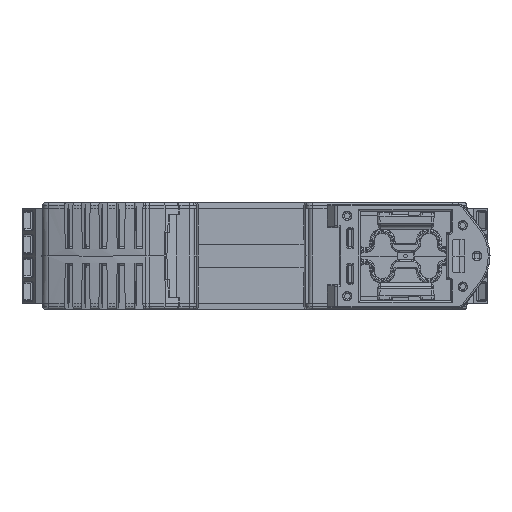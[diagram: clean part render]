
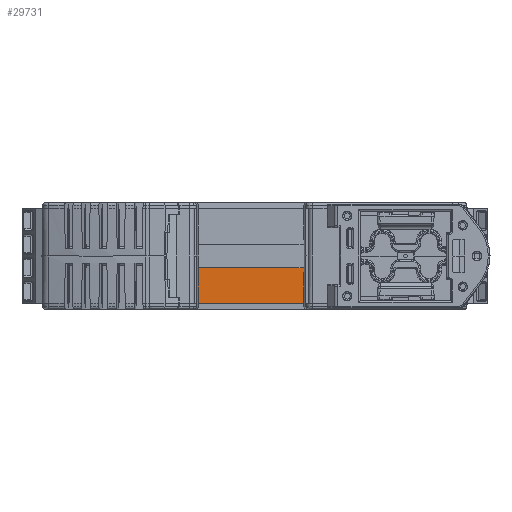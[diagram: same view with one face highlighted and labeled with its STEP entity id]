
A CAD part, left-side view. The second image highlights one B-rep face of the part: STEP entity #29731.
In plain terms, the highlighted planar face has unit normal (-1, 0, 0.009).
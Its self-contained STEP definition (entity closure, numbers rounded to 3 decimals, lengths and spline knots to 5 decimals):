
#1265 = EDGE_CURVE ( 'NONE', #80022, #128430, #101134, .T. ) ;
#1552 = DIRECTION ( 'NONE',  ( 0.009, 0., 1. ) ) ;
#9000 = DIRECTION ( 'NONE',  ( -1., 0., 0.009 ) ) ;
#16644 = LINE ( 'NONE', #153590, #92820 ) ;
#18117 = EDGE_CURVE ( 'NONE', #64995, #80022, #16644, .T. ) ;
#18149 = ORIENTED_EDGE ( 'NONE', *, *, #18117, .T. ) ;
#19559 = DIRECTION ( 'NONE',  ( -0.009, -0.008, -1. ) ) ;
#20372 = CARTESIAN_POINT ( 'NONE',  ( -1.83071, -0.40915, -0.3937 ) ) ;
#24225 = CARTESIAN_POINT ( 'NONE',  ( -1.82813, 0.47106, -0.09816 ) ) ;
#26549 = CARTESIAN_POINT ( 'NONE',  ( -1.82813, -0.41141, -0.09816 ) ) ;
#27142 = EDGE_LOOP ( 'NONE', ( #59173, #146573, #18149, #106166 ) ) ;
#29731 = ADVANCED_FACE ( 'NONE', ( #34487 ), #122678, .T. ) ;
#34487 = FACE_OUTER_BOUND ( 'NONE', #27142, .T. ) ;
#35482 = AXIS2_PLACEMENT_3D ( 'NONE', #82322, #9000, #1552 ) ;
#46470 = VECTOR ( 'NONE', #101104, 39.37008 ) ;
#51785 = DIRECTION ( 'NONE',  ( 0.009, -0.008, 1. ) ) ;
#59173 = ORIENTED_EDGE ( 'NONE', *, *, #103862, .F. ) ;
#64995 = VERTEX_POINT ( 'NONE', #76974 ) ;
#65128 = EDGE_CURVE ( 'NONE', #100376, #64995, #150218, .T. ) ;
#76433 = CARTESIAN_POINT ( 'NONE',  ( -1.82813, 0.4688, -0.09816 ) ) ;
#76974 = CARTESIAN_POINT ( 'NONE',  ( -1.83071, 0.4688, -0.3937 ) ) ;
#80022 = VERTEX_POINT ( 'NONE', #20372 ) ;
#82322 = CARTESIAN_POINT ( 'NONE',  ( -1.83071, 0.4688, -0.3937 ) ) ;
#90735 = DIRECTION ( 'NONE',  ( 0., -1., 0. ) ) ;
#92820 = VECTOR ( 'NONE', #90735, 39.37008 ) ;
#100376 = VERTEX_POINT ( 'NONE', #24225 ) ;
#101104 = DIRECTION ( 'NONE',  ( 0., -1., 0. ) ) ;
#101134 = LINE ( 'NONE', #126622, #109573 ) ;
#103042 = VECTOR ( 'NONE', #19559, 39.37008 ) ;
#103862 = EDGE_CURVE ( 'NONE', #100376, #128430, #111509, .T. ) ;
#106166 = ORIENTED_EDGE ( 'NONE', *, *, #1265, .T. ) ;
#109573 = VECTOR ( 'NONE', #51785, 39.37008 ) ;
#111509 = LINE ( 'NONE', #76433, #46470 ) ;
#122678 = PLANE ( 'NONE',  #35482 ) ;
#126622 = CARTESIAN_POINT ( 'NONE',  ( -1.83071, -0.40915, -0.3937 ) ) ;
#128430 = VERTEX_POINT ( 'NONE', #26549 ) ;
#140638 = CARTESIAN_POINT ( 'NONE',  ( -1.82727, 0.47181, 0. ) ) ;
#146573 = ORIENTED_EDGE ( 'NONE', *, *, #65128, .T. ) ;
#150218 = LINE ( 'NONE', #140638, #103042 ) ;
#153590 = CARTESIAN_POINT ( 'NONE',  ( -1.83071, 0.4688, -0.3937 ) ) ;
